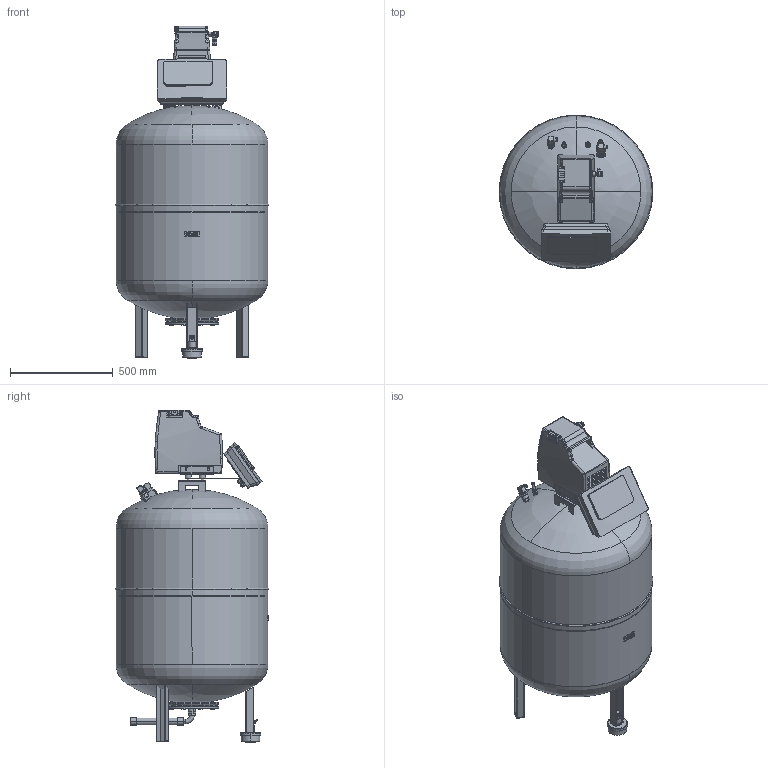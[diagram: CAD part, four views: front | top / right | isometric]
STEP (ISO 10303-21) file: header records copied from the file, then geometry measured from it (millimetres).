
FILE_DESCRIPTION(('CATIA V5 STEP Exchange'),'2;1');
FILE_NAME('Reflexomat_RS_90_1_RG400_MK2.stp','2014-05-30T12:50:14+00:00',('none'),('none'),'CATIA Version 5 Release 19 SP 9 (IN-10)','CATIA V5 STEP AP214','none');
FILE_SCHEMA(('AUTOMOTIVE_DESIGN { 1 0 10303 214 1 1 1 1 }'));
Length unit declared in the file: millimetre
Products named in the file (1): Product
Bounding box: 748.8 x 748.8 x 1617 mm (x, y, z)
Volume: 413337842.2 mm3; surface area: 6271679.8 mm2
Topology: 42 solids, 42 shells, 2881 faces, 7708 edges, 5048 vertices
Faces by surface type: plane 1969, cylinder 550, bspline 231, torus 63, cone 42, sphere 26
Entity records: 94674 total; most frequent: CARTESIAN_POINT 25783, ORIENTED_EDGE 15376, DIRECTION 11910, EDGE_CURVE 7688, VECTOR 5391, LINE 5391, VERTEX_POINT 5047, AXIS2_PLACEMENT_3D 3875
